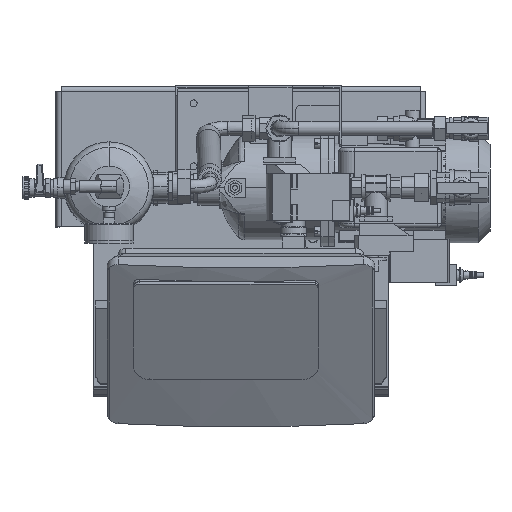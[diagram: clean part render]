
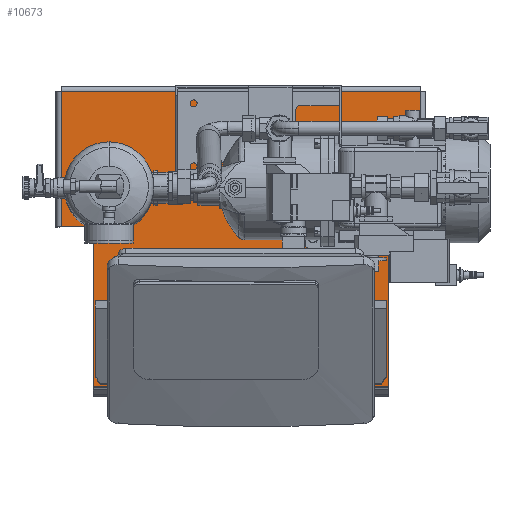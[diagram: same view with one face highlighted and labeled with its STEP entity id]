
A CAD part, top view. The second image highlights one B-rep face of the part: STEP entity #10673.
In plain terms, the highlighted planar face has unit normal (0, 0, 1).
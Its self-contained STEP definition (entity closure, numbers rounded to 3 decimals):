
#8851=CARTESIAN_POINT('',(-118.852,-228.407,28.75));
#8852=VERTEX_POINT('',#8851);
#8861=CARTESIAN_POINT('',(-126.75,-224.093,28.75));
#8862=VERTEX_POINT('',#8861);
#8863=CARTESIAN_POINT('',(-122.801,-226.25,28.75));
#8864=DIRECTION('',(0.0,0.0,1.0));
#8865=DIRECTION('',(0.878,-0.479,0.0));
#8866=AXIS2_PLACEMENT_3D('',#8863,#8864,#8865);
#8867=CIRCLE('',#8866,4.5);
#8868=EDGE_CURVE('',#8852,#8862,#8867,.T.);
#8893=CARTESIAN_POINT('',(216.148,-228.407,28.75));
#8894=VERTEX_POINT('',#8893);
#8903=CARTESIAN_POINT('',(208.25,-224.093,28.75));
#8904=VERTEX_POINT('',#8903);
#8905=CARTESIAN_POINT('',(212.199,-226.25,28.75));
#8906=DIRECTION('',(0.0,0.0,1.0));
#8907=DIRECTION('',(-0.878,0.479,0.0));
#8908=AXIS2_PLACEMENT_3D('',#8905,#8906,#8907);
#8909=CIRCLE('',#8908,4.5);
#8910=EDGE_CURVE('',#8894,#8904,#8909,.T.);
#8935=CARTESIAN_POINT('',(216.148,-186.407,28.75));
#8936=VERTEX_POINT('',#8935);
#8945=CARTESIAN_POINT('',(208.25,-182.093,28.75));
#8946=VERTEX_POINT('',#8945);
#8947=CARTESIAN_POINT('',(212.199,-184.25,28.75));
#8948=DIRECTION('',(0.0,0.0,1.0));
#8949=DIRECTION('',(0.878,-0.479,0.0));
#8950=AXIS2_PLACEMENT_3D('',#8947,#8948,#8949);
#8951=CIRCLE('',#8950,4.5);
#8952=EDGE_CURVE('',#8936,#8946,#8951,.T.);
#8977=CARTESIAN_POINT('',(-118.852,-186.407,28.75));
#8978=VERTEX_POINT('',#8977);
#8987=CARTESIAN_POINT('',(-126.75,-182.093,28.75));
#8988=VERTEX_POINT('',#8987);
#8989=CARTESIAN_POINT('',(-122.801,-184.25,28.75));
#8990=DIRECTION('',(0.0,0.0,1.0));
#8991=DIRECTION('',(0.878,-0.479,0.0));
#8992=AXIS2_PLACEMENT_3D('',#8989,#8990,#8991);
#8993=CIRCLE('',#8992,4.5);
#8994=EDGE_CURVE('',#8978,#8988,#8993,.T.);
#9021=CARTESIAN_POINT('',(273.199,111.25,28.75));
#9022=VERTEX_POINT('',#9021);
#9126=CARTESIAN_POINT('',(-183.801,111.25,28.75));
#9127=VERTEX_POINT('',#9126);
#9229=CARTESIAN_POINT('',(-183.801,111.25,28.75));
#9230=DIRECTION('',(1.0,0.0,0.0));
#9231=VECTOR('',#9230,457.0);
#9232=LINE('',#9229,#9231);
#9233=EDGE_CURVE('',#9022,#9127,#9232,.F.);
#9664=CARTESIAN_POINT('',(273.199,-61.25,28.75));
#9665=VERTEX_POINT('',#9664);
#9666=CARTESIAN_POINT('',(273.199,-61.25,28.75));
#9667=DIRECTION('',(0.0,1.0,0.0));
#9668=VECTOR('',#9667,172.5);
#9669=LINE('',#9666,#9668);
#9670=EDGE_CURVE('',#9665,#9022,#9669,.T.);
#9697=CARTESIAN_POINT('',(-183.801,-61.25,28.75));
#9698=VERTEX_POINT('',#9697);
#9706=CARTESIAN_POINT('',(-183.801,-61.25,28.75));
#9707=DIRECTION('',(0.0,1.0,0.0));
#9708=VECTOR('',#9707,172.5);
#9709=LINE('',#9706,#9708);
#9710=EDGE_CURVE('',#9127,#9698,#9709,.F.);
#9827=CARTESIAN_POINT('',(-122.801,-184.25,28.75));
#9828=DIRECTION('',(0.0,0.0,1.0));
#9829=DIRECTION('',(0.878,-0.479,0.0));
#9830=AXIS2_PLACEMENT_3D('',#9827,#9828,#9829);
#9831=CIRCLE('',#9830,4.5);
#9832=EDGE_CURVE('',#8988,#8978,#9831,.T.);
#9851=CARTESIAN_POINT('',(212.199,-184.25,28.75));
#9852=DIRECTION('',(0.0,0.0,1.0));
#9853=DIRECTION('',(0.878,-0.479,0.0));
#9854=AXIS2_PLACEMENT_3D('',#9851,#9852,#9853);
#9855=CIRCLE('',#9854,4.5);
#9856=EDGE_CURVE('',#8946,#8936,#9855,.T.);
#9922=CARTESIAN_POINT('',(-155.301,-61.25,28.75));
#9923=VERTEX_POINT('',#9922);
#9930=CARTESIAN_POINT('',(-183.801,-61.25,28.75));
#9931=DIRECTION('',(1.0,0.0,0.0));
#9932=VECTOR('',#9931,28.5);
#9933=LINE('',#9930,#9932);
#9934=EDGE_CURVE('',#9698,#9923,#9933,.T.);
#9953=CARTESIAN_POINT('',(-142.801,-73.75,28.75));
#9954=VERTEX_POINT('',#9953);
#9961=CARTESIAN_POINT('',(-155.301,-73.75,28.75));
#9962=DIRECTION('',(0.0,0.0,1.0));
#9963=DIRECTION('',(0.0,1.0,0.0));
#9964=AXIS2_PLACEMENT_3D('',#9961,#9962,#9963);
#9965=CIRCLE('',#9964,12.5);
#9966=EDGE_CURVE('',#9954,#9923,#9965,.T.);
#9979=CARTESIAN_POINT('',(-142.801,-263.56,28.75));
#9980=VERTEX_POINT('',#9979);
#9987=CARTESIAN_POINT('',(-142.801,-263.56,28.75));
#9988=DIRECTION('',(0.0,1.0,0.0));
#9989=VECTOR('',#9988,189.81);
#9990=LINE('',#9987,#9989);
#9991=EDGE_CURVE('',#9954,#9980,#9990,.F.);
#10134=CARTESIAN_POINT('',(232.199,-263.56,28.75));
#10135=VERTEX_POINT('',#10134);
#10175=CARTESIAN_POINT('',(232.199,-73.75,28.75));
#10176=VERTEX_POINT('',#10175);
#10183=CARTESIAN_POINT('',(232.199,-263.56,28.75));
#10184=DIRECTION('',(0.0,1.0,0.0));
#10185=VECTOR('',#10184,189.81);
#10186=LINE('',#10183,#10185);
#10187=EDGE_CURVE('',#10135,#10176,#10186,.T.);
#10207=CARTESIAN_POINT('',(244.699,-61.25,28.75));
#10208=VERTEX_POINT('',#10207);
#10215=CARTESIAN_POINT('',(244.699,-73.75,28.75));
#10216=DIRECTION('',(0.0,0.0,1.0));
#10217=DIRECTION('',(-1.0,0.0,0.0));
#10218=AXIS2_PLACEMENT_3D('',#10215,#10216,#10217);
#10219=CIRCLE('',#10218,12.5);
#10220=EDGE_CURVE('',#10208,#10176,#10219,.T.);
#10231=CARTESIAN_POINT('',(244.699,-61.25,28.75));
#10232=DIRECTION('',(1.0,0.0,0.0));
#10233=VECTOR('',#10232,28.5);
#10234=LINE('',#10231,#10233);
#10235=EDGE_CURVE('',#9665,#10208,#10234,.F.);
#10555=CARTESIAN_POINT('',(212.199,-226.25,28.75));
#10556=DIRECTION('',(0.0,0.0,1.0));
#10557=DIRECTION('',(-0.878,0.479,0.0));
#10558=AXIS2_PLACEMENT_3D('',#10555,#10556,#10557);
#10559=CIRCLE('',#10558,4.5);
#10560=EDGE_CURVE('',#8904,#8894,#10559,.T.);
#10572=CARTESIAN_POINT('',(-142.801,-263.56,28.75));
#10573=DIRECTION('',(1.0,0.0,0.0));
#10574=VECTOR('',#10573,375.0);
#10575=LINE('',#10572,#10574);
#10576=EDGE_CURVE('',#10135,#9980,#10575,.F.);
#10596=CARTESIAN_POINT('',(-122.801,-226.25,28.75));
#10597=DIRECTION('',(0.0,0.0,1.0));
#10598=DIRECTION('',(0.878,-0.479,0.0));
#10599=AXIS2_PLACEMENT_3D('',#10596,#10597,#10598);
#10600=CIRCLE('',#10599,4.5);
#10601=EDGE_CURVE('',#8862,#8852,#10600,.T.);
#10640=CARTESIAN_POINT('',(-30.301,87.75,28.75));
#10641=DIRECTION('',(0.0,0.0,1.0));
#10642=DIRECTION('',(1.0,0.0,0.0));
#10643=AXIS2_PLACEMENT_3D('',#10640,#10641,#10642);
#10644=PLANE('',#10643);
#10645=ORIENTED_EDGE('',*,*,#9710,.T.);
#10646=ORIENTED_EDGE('',*,*,#9934,.T.);
#10647=ORIENTED_EDGE('',*,*,#9966,.F.);
#10648=ORIENTED_EDGE('',*,*,#9991,.T.);
#10649=ORIENTED_EDGE('',*,*,#10576,.F.);
#10650=ORIENTED_EDGE('',*,*,#10187,.T.);
#10651=ORIENTED_EDGE('',*,*,#10220,.F.);
#10652=ORIENTED_EDGE('',*,*,#10235,.F.);
#10653=ORIENTED_EDGE('',*,*,#9670,.T.);
#10654=ORIENTED_EDGE('',*,*,#9233,.T.);
#10655=EDGE_LOOP('',(#10645,#10646,#10647,#10648,#10649,#10650,#10651,#10652,#10653,#10654));
#10656=FACE_OUTER_BOUND('',#10655,.T.);
#10657=ORIENTED_EDGE('',*,*,#8952,.F.);
#10658=ORIENTED_EDGE('',*,*,#9856,.F.);
#10659=EDGE_LOOP('',(#10657,#10658));
#10660=FACE_BOUND('',#10659,.T.);
#10661=ORIENTED_EDGE('',*,*,#9832,.F.);
#10662=ORIENTED_EDGE('',*,*,#8994,.F.);
#10663=EDGE_LOOP('',(#10661,#10662));
#10664=FACE_BOUND('',#10663,.T.);
#10665=ORIENTED_EDGE('',*,*,#8868,.F.);
#10666=ORIENTED_EDGE('',*,*,#10601,.F.);
#10667=EDGE_LOOP('',(#10665,#10666));
#10668=FACE_BOUND('',#10667,.T.);
#10669=ORIENTED_EDGE('',*,*,#8910,.F.);
#10670=ORIENTED_EDGE('',*,*,#10560,.F.);
#10671=EDGE_LOOP('',(#10669,#10670));
#10672=FACE_BOUND('',#10671,.T.);
#10673=ADVANCED_FACE('',(#10656,#10660,#10664,#10668,#10672),#10644,.T.);
